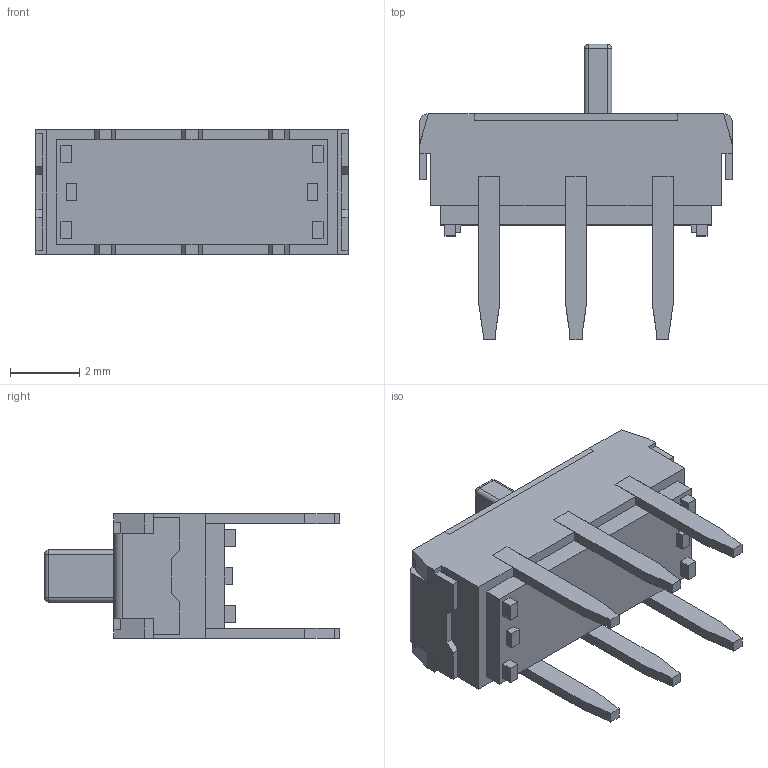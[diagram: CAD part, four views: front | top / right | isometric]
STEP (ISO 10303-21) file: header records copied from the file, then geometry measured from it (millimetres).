
FILE_DESCRIPTION (( 'STEP AP214' ), '1' );
FILE_NAME ('JS202011CQN.STEP', '2021-05-27T12:10:08', ( '' ), ( '' ), 'SwSTEP 2.0', 'SolidWorks 2018', '' );
FILE_SCHEMA (( 'AUTOMOTIVE_DESIGN' ));
Length unit declared in the file: millimetre
Products named in the file (2): JS202011CQN
Bounding box: 9 x 8.5 x 3.6 mm (x, y, z)
Volume: 102.3 mm3; surface area: 280.8 mm2
Topology: 8 solids, 8 shells, 279 faces, 737 edges, 482 vertices
Faces by surface type: plane 233, bspline 32, cylinder 10, sphere 4
Entity records: 12920 total; most frequent: CARTESIAN_POINT 3048, ORIENTED_EDGE 1466, DIRECTION 1187, EDGE_CURVE 733, VECTOR 649, LINE 649, VERTEX_POINT 482, EDGE_LOOP 293
